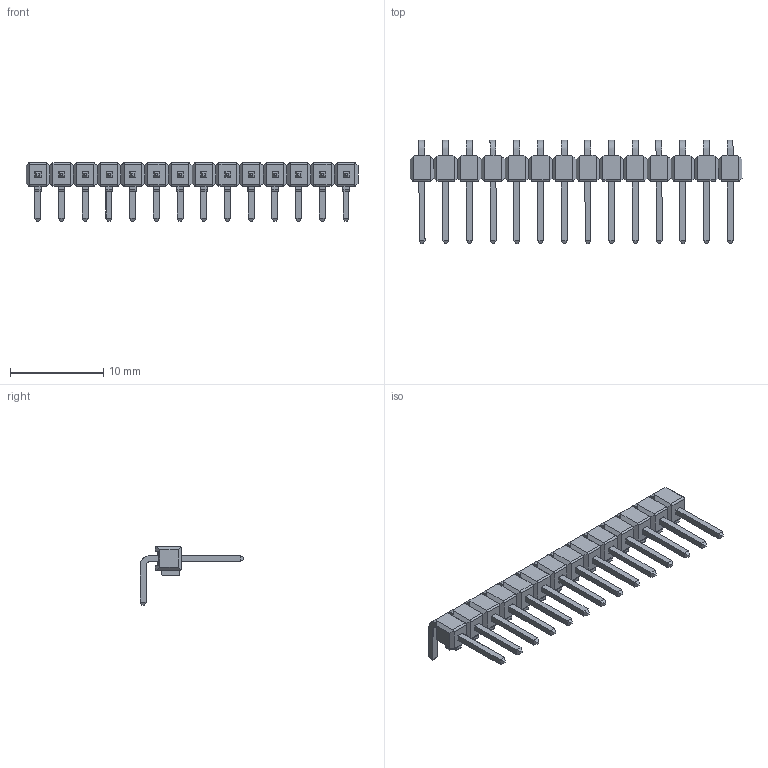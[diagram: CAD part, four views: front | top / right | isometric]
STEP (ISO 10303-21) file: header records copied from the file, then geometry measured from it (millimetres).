
FILE_DESCRIPTION(/* description */ (''),/* implementation_level */ '2;1');
FILE_NAME(/* name */ 'PINHEA~4',/* time_stamp */ '2014-06-21T13:44:33+02:00',/* author */ (''),/* organization */ (''),/* preprocessor_version */ 'ST-DEVELOPER v14',/* originating_system */ '',/* authorisation */ '');
FILE_SCHEMA (('AUTOMOTIVE_DESIGN'));
Length unit declared in the file: millimetre
Products named in the file (1): Document
Bounding box: 35.57 x 11.11 x 6.29 mm (x, y, z)
Volume: 291.5 mm3; surface area: 1163 mm2
Topology: 27 solids, 41 shells, 630 faces, 1617 edges, 1057 vertices
Faces by surface type: plane 546, bspline 84
Entity records: 37350 total; most frequent: CARTESIAN_POINT 15189, B_SPLINE_CURVE_WITH_KNOTS 4297, ORIENTED_EDGE 3164, PCURVE 3164, DEFINITIONAL_REPRESENTATION 3164, SURFACE_CURVE 1610, EDGE_CURVE 1610, VERTEX_POINT 1048
